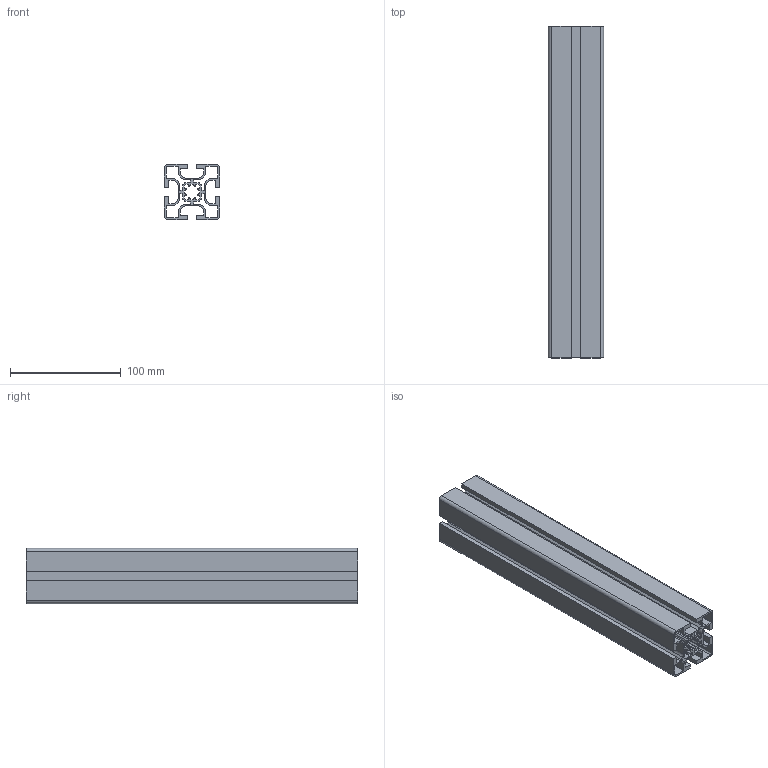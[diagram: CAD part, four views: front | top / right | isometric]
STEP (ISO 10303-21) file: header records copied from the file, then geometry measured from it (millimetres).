
FILE_DESCRIPTION (( 'STEP AP214' ), '1' );
FILE_NAME ('1728141776606.step', '2024-10-05T15:23:19', ( 'Windows User' ), ( '' ), 'SwSTEP 2.0', 'SolidWorks 2011', '' );
FILE_SCHEMA (( 'AUTOMOTIVE_DESIGN' ));
Length unit declared in the file: millimetre
Products named in the file (2): 1.11.050050.43Lx300.00(1); 1728141776606
Assembly tree (1 placements, depth 2):
  1728141776606
    1.11.050050.43Lx300.00(1)
Bounding box: 50 x 300 x 50 mm (x, y, z)
Volume: 225513.1 mm3; surface area: 233498.3 mm2
Topology: 1 solids, 1 shells, 216 faces, 642 edges, 428 vertices
Faces by surface type: plane 122, cylinder 94
Entity records: 7360 total; most frequent: CARTESIAN_POINT 1290, ORIENTED_EDGE 1284, DIRECTION 1270, EDGE_CURVE 642, LINE 454, VECTOR 454, VERTEX_POINT 428, AXIS2_PLACEMENT_3D 408
